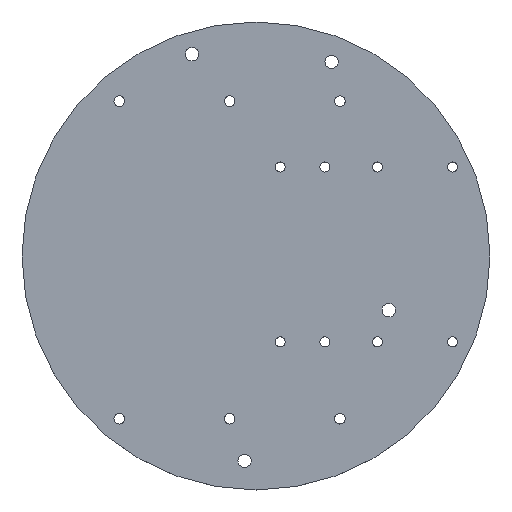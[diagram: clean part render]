
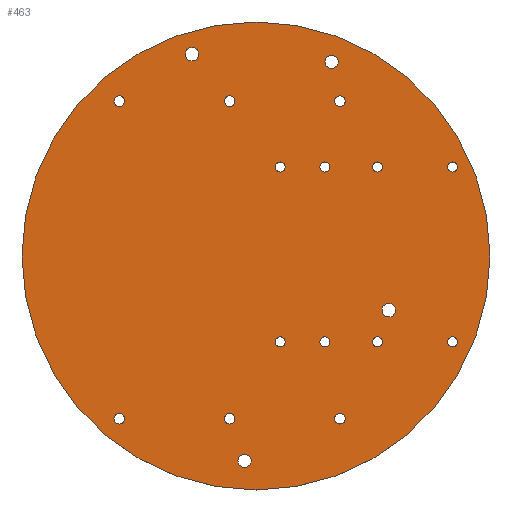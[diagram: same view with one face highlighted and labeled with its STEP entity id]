
A CAD part, top view. The second image highlights one B-rep face of the part: STEP entity #463.
In plain terms, the highlighted planar face has unit normal (0, 0, 1).
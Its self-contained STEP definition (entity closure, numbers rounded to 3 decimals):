
#24=FACE_BOUND('',#103,.T.);
#25=FACE_BOUND('',#104,.T.);
#26=FACE_BOUND('',#105,.T.);
#27=FACE_BOUND('',#106,.T.);
#28=FACE_BOUND('',#107,.T.);
#29=FACE_BOUND('',#108,.T.);
#30=FACE_BOUND('',#109,.T.);
#31=FACE_BOUND('',#110,.T.);
#32=FACE_BOUND('',#111,.T.);
#33=FACE_BOUND('',#112,.T.);
#34=FACE_BOUND('',#113,.T.);
#35=FACE_BOUND('',#114,.T.);
#36=FACE_BOUND('',#115,.T.);
#37=FACE_BOUND('',#116,.T.);
#38=FACE_BOUND('',#117,.T.);
#39=FACE_BOUND('',#118,.T.);
#40=FACE_BOUND('',#119,.T.);
#41=FACE_BOUND('',#120,.T.);
#60=PLANE('',#552);
#81=FACE_OUTER_BOUND('',#102,.T.);
#102=EDGE_LOOP('',(#387));
#103=EDGE_LOOP('',(#388));
#104=EDGE_LOOP('',(#389));
#105=EDGE_LOOP('',(#390));
#106=EDGE_LOOP('',(#391));
#107=EDGE_LOOP('',(#392));
#108=EDGE_LOOP('',(#393));
#109=EDGE_LOOP('',(#394));
#110=EDGE_LOOP('',(#395));
#111=EDGE_LOOP('',(#396));
#112=EDGE_LOOP('',(#397));
#113=EDGE_LOOP('',(#398));
#114=EDGE_LOOP('',(#399));
#115=EDGE_LOOP('',(#400));
#116=EDGE_LOOP('',(#401));
#117=EDGE_LOOP('',(#402));
#118=EDGE_LOOP('',(#403));
#119=EDGE_LOOP('',(#404));
#120=EDGE_LOOP('',(#405));
#179=CIRCLE('',#497,1.5);
#181=CIRCLE('',#500,1.5);
#183=CIRCLE('',#503,1.5);
#185=CIRCLE('',#506,1.5);
#187=CIRCLE('',#509,1.5);
#189=CIRCLE('',#512,1.5);
#191=CIRCLE('',#515,1.5);
#193=CIRCLE('',#518,1.5);
#195=CIRCLE('',#521,2.);
#197=CIRCLE('',#524,2.);
#199=CIRCLE('',#527,2.);
#201=CIRCLE('',#530,2.);
#203=CIRCLE('',#533,1.6);
#205=CIRCLE('',#536,1.6);
#207=CIRCLE('',#539,1.6);
#209=CIRCLE('',#542,1.6);
#211=CIRCLE('',#545,1.6);
#213=CIRCLE('',#548,1.6);
#214=CIRCLE('',#550,70.);
#217=VERTEX_POINT('',#706);
#219=VERTEX_POINT('',#712);
#221=VERTEX_POINT('',#718);
#223=VERTEX_POINT('',#724);
#225=VERTEX_POINT('',#730);
#227=VERTEX_POINT('',#736);
#229=VERTEX_POINT('',#742);
#231=VERTEX_POINT('',#748);
#233=VERTEX_POINT('',#754);
#235=VERTEX_POINT('',#760);
#237=VERTEX_POINT('',#766);
#239=VERTEX_POINT('',#772);
#241=VERTEX_POINT('',#778);
#243=VERTEX_POINT('',#784);
#245=VERTEX_POINT('',#790);
#247=VERTEX_POINT('',#796);
#249=VERTEX_POINT('',#802);
#251=VERTEX_POINT('',#808);
#252=VERTEX_POINT('',#812);
#256=EDGE_CURVE('',#217,#217,#179,.T.);
#259=EDGE_CURVE('',#219,#219,#181,.T.);
#262=EDGE_CURVE('',#221,#221,#183,.T.);
#265=EDGE_CURVE('',#223,#223,#185,.T.);
#268=EDGE_CURVE('',#225,#225,#187,.T.);
#271=EDGE_CURVE('',#227,#227,#189,.T.);
#274=EDGE_CURVE('',#229,#229,#191,.T.);
#277=EDGE_CURVE('',#231,#231,#193,.T.);
#280=EDGE_CURVE('',#233,#233,#195,.T.);
#283=EDGE_CURVE('',#235,#235,#197,.T.);
#286=EDGE_CURVE('',#237,#237,#199,.T.);
#289=EDGE_CURVE('',#239,#239,#201,.T.);
#292=EDGE_CURVE('',#241,#241,#203,.T.);
#295=EDGE_CURVE('',#243,#243,#205,.T.);
#298=EDGE_CURVE('',#245,#245,#207,.T.);
#301=EDGE_CURVE('',#247,#247,#209,.T.);
#304=EDGE_CURVE('',#249,#249,#211,.T.);
#307=EDGE_CURVE('',#251,#251,#213,.T.);
#308=EDGE_CURVE('',#252,#252,#214,.T.);
#387=ORIENTED_EDGE('',*,*,#308,.T.);
#388=ORIENTED_EDGE('',*,*,#256,.T.);
#389=ORIENTED_EDGE('',*,*,#259,.T.);
#390=ORIENTED_EDGE('',*,*,#262,.T.);
#391=ORIENTED_EDGE('',*,*,#265,.T.);
#392=ORIENTED_EDGE('',*,*,#268,.T.);
#393=ORIENTED_EDGE('',*,*,#271,.T.);
#394=ORIENTED_EDGE('',*,*,#274,.T.);
#395=ORIENTED_EDGE('',*,*,#277,.T.);
#396=ORIENTED_EDGE('',*,*,#280,.T.);
#397=ORIENTED_EDGE('',*,*,#283,.T.);
#398=ORIENTED_EDGE('',*,*,#286,.T.);
#399=ORIENTED_EDGE('',*,*,#289,.T.);
#400=ORIENTED_EDGE('',*,*,#292,.T.);
#401=ORIENTED_EDGE('',*,*,#295,.T.);
#402=ORIENTED_EDGE('',*,*,#298,.T.);
#403=ORIENTED_EDGE('',*,*,#301,.T.);
#404=ORIENTED_EDGE('',*,*,#304,.T.);
#405=ORIENTED_EDGE('',*,*,#307,.T.);
#463=ADVANCED_FACE('',(#81,#24,#25,#26,#27,#28,#29,#30,#31,#32,#33,#34,
#35,#36,#37,#38,#39,#40,#41),#60,.T.);
#497=AXIS2_PLACEMENT_3D('',#708,#565,#566);
#500=AXIS2_PLACEMENT_3D('',#714,#572,#573);
#503=AXIS2_PLACEMENT_3D('',#720,#579,#580);
#506=AXIS2_PLACEMENT_3D('',#726,#586,#587);
#509=AXIS2_PLACEMENT_3D('',#732,#593,#594);
#512=AXIS2_PLACEMENT_3D('',#738,#600,#601);
#515=AXIS2_PLACEMENT_3D('',#744,#607,#608);
#518=AXIS2_PLACEMENT_3D('',#750,#614,#615);
#521=AXIS2_PLACEMENT_3D('',#756,#621,#622);
#524=AXIS2_PLACEMENT_3D('',#762,#628,#629);
#527=AXIS2_PLACEMENT_3D('',#768,#635,#636);
#530=AXIS2_PLACEMENT_3D('',#774,#642,#643);
#533=AXIS2_PLACEMENT_3D('',#780,#649,#650);
#536=AXIS2_PLACEMENT_3D('',#786,#656,#657);
#539=AXIS2_PLACEMENT_3D('',#792,#663,#664);
#542=AXIS2_PLACEMENT_3D('',#798,#670,#671);
#545=AXIS2_PLACEMENT_3D('',#804,#677,#678);
#548=AXIS2_PLACEMENT_3D('',#810,#684,#685);
#550=AXIS2_PLACEMENT_3D('',#813,#688,#689);
#552=AXIS2_PLACEMENT_3D('',#817,#693,#694);
#565=DIRECTION('center_axis',(0.,0.,
-1.));
#566=DIRECTION('ref_axis',(-1.,0.,0.));
#572=DIRECTION('center_axis',(0.,0.,
-1.));
#573=DIRECTION('ref_axis',(-1.,0.,0.));
#579=DIRECTION('center_axis',(0.,0.,
-1.));
#580=DIRECTION('ref_axis',(-1.,0.,0.));
#586=DIRECTION('center_axis',(0.,0.,
-1.));
#587=DIRECTION('ref_axis',(-1.,0.,0.));
#593=DIRECTION('center_axis',(0.,0.,
-1.));
#594=DIRECTION('ref_axis',(-1.,0.,0.));
#600=DIRECTION('center_axis',(0.,0.,
-1.));
#601=DIRECTION('ref_axis',(-1.,0.,0.));
#607=DIRECTION('center_axis',(0.,0.,
-1.));
#608=DIRECTION('ref_axis',(-1.,0.,0.));
#614=DIRECTION('center_axis',(0.,0.,
-1.));
#615=DIRECTION('ref_axis',(-1.,0.,0.));
#621=DIRECTION('center_axis',(0.,0.,
-1.));
#622=DIRECTION('ref_axis',(-1.,0.,0.));
#628=DIRECTION('center_axis',(0.,0.,
-1.));
#629=DIRECTION('ref_axis',(-1.,0.,0.));
#635=DIRECTION('center_axis',(0.,0.,
-1.));
#636=DIRECTION('ref_axis',(-1.,0.,0.));
#642=DIRECTION('center_axis',(0.,0.,
-1.));
#643=DIRECTION('ref_axis',(-1.,0.,0.));
#649=DIRECTION('center_axis',(0.,0.,
-1.));
#650=DIRECTION('ref_axis',(-1.,0.,0.));
#656=DIRECTION('center_axis',(0.,0.,
-1.));
#657=DIRECTION('ref_axis',(-1.,0.,0.));
#663=DIRECTION('center_axis',(0.,0.,
-1.));
#664=DIRECTION('ref_axis',(-1.,0.,0.));
#670=DIRECTION('center_axis',(0.,0.,
-1.));
#671=DIRECTION('ref_axis',(-1.,0.,0.));
#677=DIRECTION('center_axis',(0.,0.,
-1.));
#678=DIRECTION('ref_axis',(-1.,0.,0.));
#684=DIRECTION('center_axis',(0.,0.,
-1.));
#685=DIRECTION('ref_axis',(-1.,0.,0.));
#688=DIRECTION('center_axis',(0.,0.,
1.));
#689=DIRECTION('ref_axis',(1.,0.,0.));
#693=DIRECTION('center_axis',(0.,0.,
1.));
#694=DIRECTION('ref_axis',(1.,0.,0.));
#706=CARTESIAN_POINT('',(60.311,-25.694,3.));
#708=CARTESIAN_POINT('Origin',(58.811,-25.694,3.));
#712=CARTESIAN_POINT('',(60.311,26.62,3.));
#714=CARTESIAN_POINT('Origin',(58.811,26.62,3.));
#718=CARTESIAN_POINT('',(37.83,26.62,3.));
#720=CARTESIAN_POINT('Origin',(36.33,26.62,3.));
#724=CARTESIAN_POINT('',(22.102,26.62,3.));
#726=CARTESIAN_POINT('Origin',(20.602,26.62,3.));
#730=CARTESIAN_POINT('',(37.83,-25.694,3.));
#732=CARTESIAN_POINT('Origin',(36.33,-25.694,3.));
#736=CARTESIAN_POINT('',(8.757,-25.694,3.));
#738=CARTESIAN_POINT('Origin',(7.257,-25.694,3.));
#742=CARTESIAN_POINT('',(8.757,26.62,3.));
#744=CARTESIAN_POINT('Origin',(7.257,26.62,3.));
#748=CARTESIAN_POINT('',(22.102,-25.694,3.));
#750=CARTESIAN_POINT('Origin',(20.602,-25.694,3.));
#754=CARTESIAN_POINT('',(41.704,-16.223,3.));
#756=CARTESIAN_POINT('Origin',(39.704,-16.223,3.));
#760=CARTESIAN_POINT('',(24.616,58.084,3.));
#762=CARTESIAN_POINT('Origin',(22.616,58.084,3.));
#766=CARTESIAN_POINT('',(-1.404,-61.272,3.));
#768=CARTESIAN_POINT('Origin',(-3.404,-61.272,3.));
#772=CARTESIAN_POINT('',(-17.123,60.348,3.));
#774=CARTESIAN_POINT('Origin',(-19.123,60.348,3.));
#778=CARTESIAN_POINT('',(-39.282,-48.684,3.));
#780=CARTESIAN_POINT('Origin',(-40.883,-48.684,3.));
#784=CARTESIAN_POINT('',(26.717,46.316,3.));
#786=CARTESIAN_POINT('Origin',(25.118,46.316,3.));
#790=CARTESIAN_POINT('',(26.717,-48.684,3.));
#792=CARTESIAN_POINT('Origin',(25.118,-48.684,3.));
#796=CARTESIAN_POINT('',(-39.283,46.316,3.));
#798=CARTESIAN_POINT('Origin',(-40.882,46.316,3.));
#802=CARTESIAN_POINT('',(-6.282,46.316,3.));
#804=CARTESIAN_POINT('Origin',(-7.883,46.316,3.));
#808=CARTESIAN_POINT('',(-6.282,-48.684,3.));
#810=CARTESIAN_POINT('Origin',(-7.883,-48.684,3.));
#812=CARTESIAN_POINT('',(-70.,0.,3.));
#813=CARTESIAN_POINT('Origin',(0.,0.,
3.));
#817=CARTESIAN_POINT('Origin',(0.,0.,
3.));
